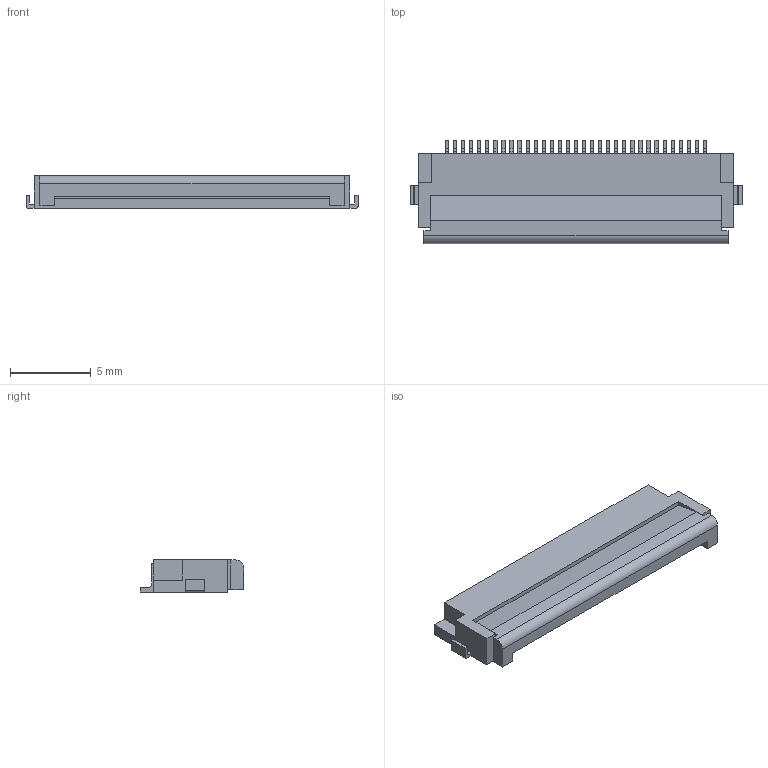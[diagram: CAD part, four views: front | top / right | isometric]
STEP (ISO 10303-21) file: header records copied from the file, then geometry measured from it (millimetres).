
FILE_DESCRIPTION(('FreeCAD Model'),'2;1');
FILE_NAME('Open CASCADE Shape Model','2023-05-11T17:11:16',(''),(''), 'Open CASCADE STEP processor 7.6','FreeCAD','Unknown');
FILE_SCHEMA(('AUTOMOTIVE_DESIGN { 1 0 10303 214 1 1 1 1 }'));
Length unit declared in the file: millimetre
Products named in the file (4): Hirose_FH12_xxS_0_5SH_Parametric_v0_1; body; lock; pins
Assembly tree (3 placements, depth 2):
  Hirose_FH12_xxS_0_5SH_Parametric_v0_1
    body
    lock
    pins
Bounding box: 20.6 x 6.4 x 2 mm (x, y, z)
Volume: 214.5 mm3; surface area: 706.3 mm2
Topology: 3 solids, 3 shells, 433 faces, 1277 edges, 850 vertices
Faces by surface type: plane 391, cylinder 42
Entity records: 14297 total; most frequent: CARTESIAN_POINT 2564, ORIENTED_EDGE 2554, DIRECTION 2235, EDGE_CURVE 1277, LINE 1193, VECTOR 1193, VERTEX_POINT 850, AXIS2_PLACEMENT_3D 521
